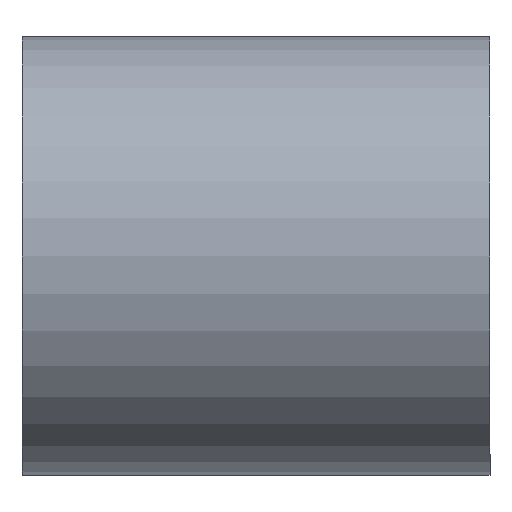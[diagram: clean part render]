
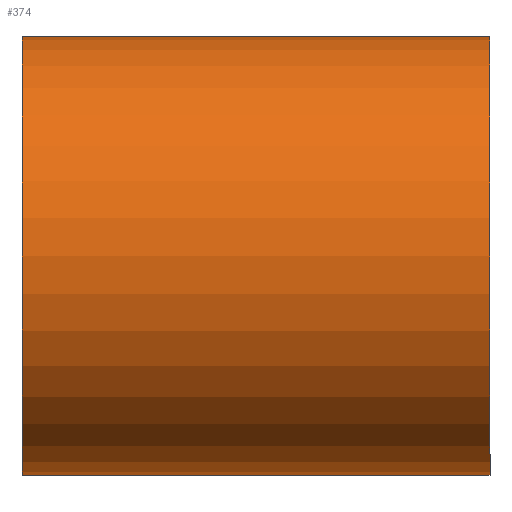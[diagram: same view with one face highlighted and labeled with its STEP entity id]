
A CAD part, front view. The second image highlights one B-rep face of the part: STEP entity #374.
In plain terms, the highlighted cylindrical face has radius 15 mm (diameter 30 mm), a full revolution.
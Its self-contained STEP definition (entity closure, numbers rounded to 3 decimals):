
#230 = EDGE_CURVE('',#231,#233,#235,.T.);
#231 = VERTEX_POINT('',#232);
#232 = CARTESIAN_POINT('',(-0.6,15.,0.));
#233 = VERTEX_POINT('',#234);
#234 = CARTESIAN_POINT('',(-7.4,15.,0.));
#235 = B_SPLINE_CURVE_WITH_KNOTS('',7,(#236,#237,#238,#239,#240,#241,
    #242,#243,#244,#245,#246,#247,#248,#249,#250,#251,#252,#253,#254,
    #255,#256,#257,#258,#259,#260,#261,#262,#263,#264,#265,#266,#267,
    #268,#269,#270,#271,#272,#273),.UNSPECIFIED.,.F.,.F.,(8,6,6,6,6,6,8)
  ,(0.,0.153,0.349,0.5,0.707,
    0.907,1.),.UNSPECIFIED.);
#236 = CARTESIAN_POINT('',(-0.6,15.,0.));
#237 = CARTESIAN_POINT('',(-0.6,15.,-0.283));
#238 = CARTESIAN_POINT('',(-0.628,14.994,
    -0.564));
#239 = CARTESIAN_POINT('',(-0.682,14.982,
    -0.837));
#240 = CARTESIAN_POINT('',(-0.76,14.964,
    -1.1));
#241 = CARTESIAN_POINT('',(-0.861,14.942,
    -1.348));
#242 = CARTESIAN_POINT('',(-0.979,14.918,
    -1.579));
#243 = CARTESIAN_POINT('',(-1.278,14.86,
    -2.062));
#244 = CARTESIAN_POINT('',(-1.47,14.825,
    -2.306));
#245 = CARTESIAN_POINT('',(-1.68,14.79,
    -2.52));
#246 = CARTESIAN_POINT('',(-1.903,14.756,
    -2.707));
#247 = CARTESIAN_POINT('',(-2.137,14.725,
    -2.867));
#248 = CARTESIAN_POINT('',(-2.379,14.697,
    -3.001));
#249 = CARTESIAN_POINT('',(-2.816,14.656,
    -3.194));
#250 = CARTESIAN_POINT('',(-3.009,14.641,
    -3.263));
#251 = CARTESIAN_POINT('',(-3.205,14.629,
    -3.318));
#252 = CARTESIAN_POINT('',(-3.402,14.619,
    -3.359));
#253 = CARTESIAN_POINT('',(-3.601,14.613,
    -3.386));
#254 = CARTESIAN_POINT('',(-3.8,14.61,-3.4));
#255 = CARTESIAN_POINT('',(-4.274,14.61,-3.4));
#256 = CARTESIAN_POINT('',(-4.548,14.616,
    -3.374));
#257 = CARTESIAN_POINT('',(-4.82,14.628,
    -3.323));
#258 = CARTESIAN_POINT('',(-5.089,14.645,
    -3.245));
#259 = CARTESIAN_POINT('',(-5.353,14.668,
    -3.141));
#260 = CARTESIAN_POINT('',(-5.61,14.696,
    -3.009));
#261 = CARTESIAN_POINT('',(-6.095,14.757,
    -2.693));
#262 = CARTESIAN_POINT('',(-6.325,14.791,
    -2.51));
#263 = CARTESIAN_POINT('',(-6.543,14.826,
    -2.298));
#264 = CARTESIAN_POINT('',(-6.745,14.863,
    -2.056));
#265 = CARTESIAN_POINT('',(-6.926,14.898,
    -1.785));
#266 = CARTESIAN_POINT('',(-7.079,14.93,-1.484
    ));
#267 = CARTESIAN_POINT('',(-7.253,14.967,
    -1.002));
#268 = CARTESIAN_POINT('',(-7.301,14.978,
    -0.844));
#269 = CARTESIAN_POINT('',(-7.34,14.986,
    -0.68));
#270 = CARTESIAN_POINT('',(-7.37,14.993,
    -0.513));
#271 = CARTESIAN_POINT('',(-7.39,14.998,
    -0.343));
#272 = CARTESIAN_POINT('',(-7.4,15.,-0.172));
#273 = CARTESIAN_POINT('',(-7.4,15.,0.));
#284 = EDGE_CURVE('',#233,#231,#285,.T.);
#285 = B_SPLINE_CURVE_WITH_KNOTS('',7,(#286,#287,#288,#289,#290,#291,
    #292,#293,#294,#295,#296,#297,#298,#299,#300,#301,#302,#303,#304,
    #305,#306,#307,#308,#309,#310,#311,#312,#313,#314,#315,#316,#317,
    #318,#319,#320,#321,#322,#323),.UNSPECIFIED.,.F.,.F.,(8,6,6,6,6,6,8)
  ,(0.,0.153,0.349,0.5,0.707,
    0.907,1.),.UNSPECIFIED.);
#286 = CARTESIAN_POINT('',(-7.4,15.,0.));
#287 = CARTESIAN_POINT('',(-7.4,15.,0.283));
#288 = CARTESIAN_POINT('',(-7.372,14.994,
    0.564));
#289 = CARTESIAN_POINT('',(-7.318,14.982,0.837
    ));
#290 = CARTESIAN_POINT('',(-7.24,14.964,
    1.1));
#291 = CARTESIAN_POINT('',(-7.139,14.942,
    1.348));
#292 = CARTESIAN_POINT('',(-7.021,14.918,
    1.579));
#293 = CARTESIAN_POINT('',(-6.722,14.86,
    2.062));
#294 = CARTESIAN_POINT('',(-6.53,14.825,
    2.306));
#295 = CARTESIAN_POINT('',(-6.32,14.79,
    2.52));
#296 = CARTESIAN_POINT('',(-6.097,14.756,
    2.707));
#297 = CARTESIAN_POINT('',(-5.863,14.725,
    2.867));
#298 = CARTESIAN_POINT('',(-5.621,14.697,
    3.001));
#299 = CARTESIAN_POINT('',(-5.184,14.656,
    3.194));
#300 = CARTESIAN_POINT('',(-4.991,14.641,
    3.263));
#301 = CARTESIAN_POINT('',(-4.795,14.629,
    3.318));
#302 = CARTESIAN_POINT('',(-4.598,14.619,
    3.359));
#303 = CARTESIAN_POINT('',(-4.399,14.613,
    3.386));
#304 = CARTESIAN_POINT('',(-4.2,14.61,3.4));
#305 = CARTESIAN_POINT('',(-3.726,14.61,3.4));
#306 = CARTESIAN_POINT('',(-3.452,14.616,3.374
    ));
#307 = CARTESIAN_POINT('',(-3.18,14.628,
    3.323));
#308 = CARTESIAN_POINT('',(-2.911,14.645,
    3.245));
#309 = CARTESIAN_POINT('',(-2.647,14.668,
    3.141));
#310 = CARTESIAN_POINT('',(-2.39,14.696,
    3.009));
#311 = CARTESIAN_POINT('',(-1.905,14.757,2.693));
#312 = CARTESIAN_POINT('',(-1.675,14.791,
    2.51));
#313 = CARTESIAN_POINT('',(-1.457,14.826,
    2.298));
#314 = CARTESIAN_POINT('',(-1.255,14.863,
    2.056));
#315 = CARTESIAN_POINT('',(-1.074,14.898,
    1.785));
#316 = CARTESIAN_POINT('',(-0.921,14.93,
    1.484));
#317 = CARTESIAN_POINT('',(-0.747,14.967,1.002
    ));
#318 = CARTESIAN_POINT('',(-0.699,14.978,
    0.844));
#319 = CARTESIAN_POINT('',(-0.66,14.986,0.68
    ));
#320 = CARTESIAN_POINT('',(-0.63,14.993,0.513
    ));
#321 = CARTESIAN_POINT('',(-0.61,14.998,
    0.343));
#322 = CARTESIAN_POINT('',(-0.6,15.,0.172));
#323 = CARTESIAN_POINT('',(-0.6,15.,0.));
#361 = EDGE_CURVE('',#362,#362,#364,.T.);
#362 = VERTEX_POINT('',#363);
#363 = CARTESIAN_POINT('',(-16.,15.,0.));
#364 = CIRCLE('',#365,15.);
#365 = AXIS2_PLACEMENT_3D('',#366,#367,#368);
#366 = CARTESIAN_POINT('',(-16.,0.,0.));
#367 = DIRECTION('',(1.,0.,0.));
#368 = DIRECTION('',(0.,1.,0.));
#374 = ADVANCED_FACE('',(#375),#403,.T.);
#375 = FACE_BOUND('',#376,.F.);
#376 = EDGE_LOOP('',(#377,#378,#384,#385,#393,#400,#401,#402));
#377 = ORIENTED_EDGE('',*,*,#361,.F.);
#378 = ORIENTED_EDGE('',*,*,#379,.T.);
#379 = EDGE_CURVE('',#362,#233,#380,.T.);
#380 = LINE('',#381,#382);
#381 = CARTESIAN_POINT('',(-16.,15.,0.));
#382 = VECTOR('',#383,1.);
#383 = DIRECTION('',(1.,0.,0.));
#384 = ORIENTED_EDGE('',*,*,#284,.T.);
#385 = ORIENTED_EDGE('',*,*,#386,.T.);
#386 = EDGE_CURVE('',#231,#387,#389,.T.);
#387 = VERTEX_POINT('',#388);
#388 = CARTESIAN_POINT('',(16.,15.,0.));
#389 = LINE('',#390,#391);
#390 = CARTESIAN_POINT('',(-16.,15.,0.));
#391 = VECTOR('',#392,1.);
#392 = DIRECTION('',(1.,0.,0.));
#393 = ORIENTED_EDGE('',*,*,#394,.T.);
#394 = EDGE_CURVE('',#387,#387,#395,.T.);
#395 = CIRCLE('',#396,15.);
#396 = AXIS2_PLACEMENT_3D('',#397,#398,#399);
#397 = CARTESIAN_POINT('',(16.,0.,0.));
#398 = DIRECTION('',(1.,0.,0.));
#399 = DIRECTION('',(0.,1.,0.));
#400 = ORIENTED_EDGE('',*,*,#386,.F.);
#401 = ORIENTED_EDGE('',*,*,#230,.T.);
#402 = ORIENTED_EDGE('',*,*,#379,.F.);
#403 = CYLINDRICAL_SURFACE('',#404,15.);
#404 = AXIS2_PLACEMENT_3D('',#405,#406,#407);
#405 = CARTESIAN_POINT('',(-16.,0.,0.));
#406 = DIRECTION('',(-1.,0.,0.));
#407 = DIRECTION('',(0.,1.,0.));
